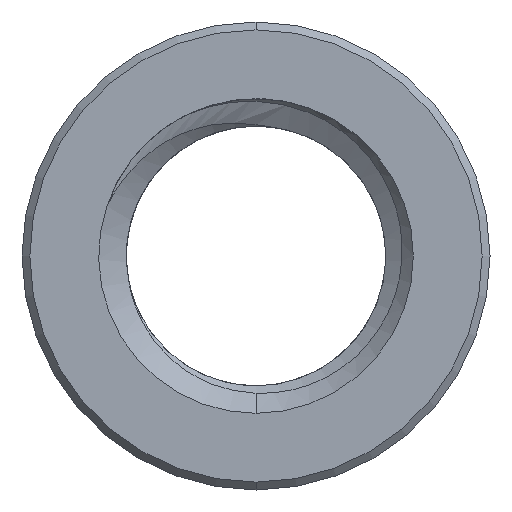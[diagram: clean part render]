
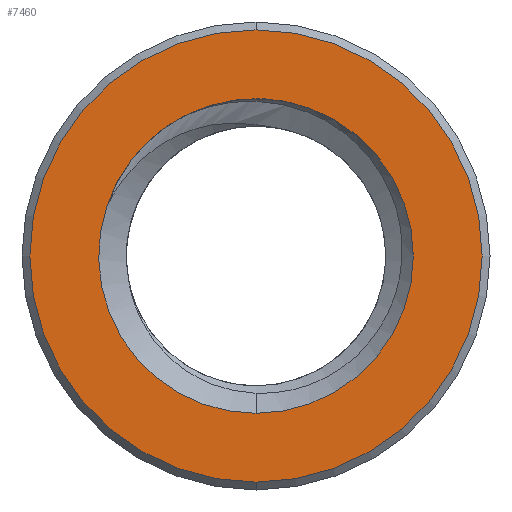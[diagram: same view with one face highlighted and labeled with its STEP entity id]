
A CAD part, front view. The second image highlights one B-rep face of the part: STEP entity #7460.
In plain terms, the highlighted planar face has unit normal (0, -1, 0).
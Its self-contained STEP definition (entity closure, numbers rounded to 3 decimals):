
#262 = DIRECTION ( 'NONE',  ( 0., -1., 0. ) ) ;
#354 = EDGE_CURVE ( 'NONE', #3990, #7454, #3064, .T. ) ;
#765 = CARTESIAN_POINT ( 'NONE',  ( 0., -10., 2.875 ) ) ;
#829 = DIRECTION ( 'NONE',  ( 0., 0., 1. ) ) ;
#972 = CIRCLE ( 'NONE', #4826, 2. ) ;
#977 = CIRCLE ( 'NONE', #2158, 2.875 ) ;
#1041 = EDGE_CURVE ( 'NONE', #2449, #4903, #3582, .T. ) ;
#1076 = AXIS2_PLACEMENT_3D ( 'NONE', #7683, #7708, #1718 ) ;
#1181 = EDGE_CURVE ( 'NONE', #4903, #3990, #6590, .T. ) ;
#1582 = ORIENTED_EDGE ( 'NONE', *, *, #5087, .T. ) ;
#1599 = CARTESIAN_POINT ( 'NONE',  ( -0.875, -10., 1.798 ) ) ;
#1697 = AXIS2_PLACEMENT_3D ( 'NONE', #3026, #4307, #4919 ) ;
#1718 = DIRECTION ( 'NONE',  ( 0., 0., 1. ) ) ;
#2036 = VERTEX_POINT ( 'NONE', #7076 ) ;
#2158 = AXIS2_PLACEMENT_3D ( 'NONE', #5097, #6318, #2676 ) ;
#2449 = VERTEX_POINT ( 'NONE', #5502 ) ;
#2596 = EDGE_LOOP ( 'NONE', ( #3206, #3868, #1582, #7713 ) ) ;
#2676 = DIRECTION ( 'NONE',  ( 0., 0., 1. ) ) ;
#2727 = EDGE_LOOP ( 'NONE', ( #7177, #2735 ) ) ;
#2735 = ORIENTED_EDGE ( 'NONE', *, *, #5862, .T. ) ;
#2942 = FACE_BOUND ( 'NONE', #2596, .T. ) ;
#2990 = CIRCLE ( 'NONE', #5275, 2.875 ) ;
#2999 = CARTESIAN_POINT ( 'NONE',  ( 0., -10., 0. ) ) ;
#3026 = CARTESIAN_POINT ( 'NONE',  ( 0., -10., 0. ) ) ;
#3064 = CIRCLE ( 'NONE', #1076, 2. ) ;
#3069 = CARTESIAN_POINT ( 'NONE',  ( 0., -10., 0. ) ) ;
#3206 = ORIENTED_EDGE ( 'NONE', *, *, #1181, .T. ) ;
#3582 = CIRCLE ( 'NONE', #1697, 2. ) ;
#3868 = ORIENTED_EDGE ( 'NONE', *, *, #354, .T. ) ;
#3990 = VERTEX_POINT ( 'NONE', #1599 ) ;
#4307 = DIRECTION ( 'NONE',  ( 0., 1., 0. ) ) ;
#4380 = VERTEX_POINT ( 'NONE', #765 ) ;
#4453 = DIRECTION ( 'NONE',  ( 0., 1., 0. ) ) ;
#4740 = EDGE_CURVE ( 'NONE', #4380, #2036, #977, .T. ) ;
#4826 = AXIS2_PLACEMENT_3D ( 'NONE', #3069, #5569, #4917 ) ;
#4903 = VERTEX_POINT ( 'NONE', #7816 ) ;
#4917 = DIRECTION ( 'NONE',  ( 0., 0., 1. ) ) ;
#4919 = DIRECTION ( 'NONE',  ( 0., 0., 1. ) ) ;
#5087 = EDGE_CURVE ( 'NONE', #7454, #2449, #972, .T. ) ;
#5097 = CARTESIAN_POINT ( 'NONE',  ( 0., -10., 0. ) ) ;
#5105 = CARTESIAN_POINT ( 'NONE',  ( 0., -10., 0. ) ) ;
#5179 = CARTESIAN_POINT ( 'NONE',  ( 0., -10., 0. ) ) ;
#5267 = AXIS2_PLACEMENT_3D ( 'NONE', #2999, #7800, #5328 ) ;
#5275 = AXIS2_PLACEMENT_3D ( 'NONE', #5179, #262, #6330 ) ;
#5328 = DIRECTION ( 'NONE',  ( 0., 0., 1. ) ) ;
#5502 = CARTESIAN_POINT ( 'NONE',  ( 0., -10., -2. ) ) ;
#5569 = DIRECTION ( 'NONE',  ( 0., 1., 0. ) ) ;
#5862 = EDGE_CURVE ( 'NONE', #2036, #4380, #2990, .T. ) ;
#6318 = DIRECTION ( 'NONE',  ( 0., -1., 0. ) ) ;
#6330 = DIRECTION ( 'NONE',  ( 0., 0., 1. ) ) ;
#6590 = CIRCLE ( 'NONE', #7696, 2. ) ;
#6841 = FACE_OUTER_BOUND ( 'NONE', #2727, .T. ) ;
#7076 = CARTESIAN_POINT ( 'NONE',  ( 0., -10., -2.875 ) ) ;
#7177 = ORIENTED_EDGE ( 'NONE', *, *, #4740, .T. ) ;
#7209 = PLANE ( 'NONE',  #5267 ) ;
#7454 = VERTEX_POINT ( 'NONE', #7878 ) ;
#7460 = ADVANCED_FACE ( 'NONE', ( #2942, #6841 ), #7209, .F. ) ;
#7683 = CARTESIAN_POINT ( 'NONE',  ( 0., -10., 0. ) ) ;
#7696 = AXIS2_PLACEMENT_3D ( 'NONE', #5105, #4453, #829 ) ;
#7708 = DIRECTION ( 'NONE',  ( 0., 1., 0. ) ) ;
#7713 = ORIENTED_EDGE ( 'NONE', *, *, #1041, .T. ) ;
#7800 = DIRECTION ( 'NONE',  ( 0., 1., 0. ) ) ;
#7816 = CARTESIAN_POINT ( 'NONE',  ( -1.898, -10., 0.632 ) ) ;
#7878 = CARTESIAN_POINT ( 'NONE',  ( 0., -10., 2. ) ) ;
